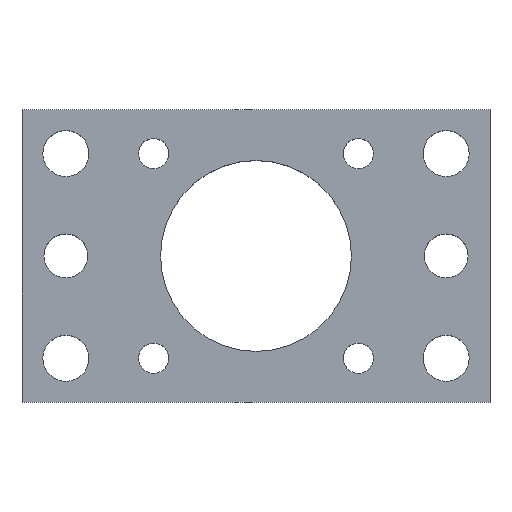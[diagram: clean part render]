
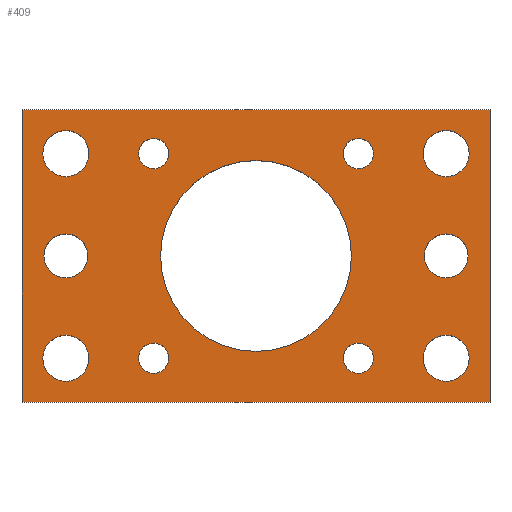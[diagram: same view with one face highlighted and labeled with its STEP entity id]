
A CAD part, top view. The second image highlights one B-rep face of the part: STEP entity #409.
In plain terms, the highlighted planar face has unit normal (0, 0, 1).
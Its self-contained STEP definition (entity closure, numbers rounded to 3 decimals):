
#26=FACE_BOUND('',#88,.T.);
#27=FACE_BOUND('',#89,.T.);
#28=FACE_BOUND('',#90,.T.);
#29=FACE_BOUND('',#91,.T.);
#30=FACE_BOUND('',#92,.T.);
#31=FACE_BOUND('',#93,.T.);
#32=FACE_BOUND('',#94,.T.);
#33=FACE_BOUND('',#95,.T.);
#34=FACE_BOUND('',#96,.T.);
#35=FACE_BOUND('',#97,.T.);
#36=FACE_BOUND('',#98,.T.);
#42=PLANE('',#472);
#59=FACE_OUTER_BOUND('',#87,.T.);
#87=EDGE_LOOP('',(#357,#358,#359,#360));
#88=EDGE_LOOP('',(#361,#362));
#89=EDGE_LOOP('',(#363,#364));
#90=EDGE_LOOP('',(#365,#366));
#91=EDGE_LOOP('',(#367,#368));
#92=EDGE_LOOP('',(#369,#370));
#93=EDGE_LOOP('',(#371,#372));
#94=EDGE_LOOP('',(#373,#374));
#95=EDGE_LOOP('',(#375,#376));
#96=EDGE_LOOP('',(#377,#378));
#97=EDGE_LOOP('',(#379,#380));
#98=EDGE_LOOP('',(#381));
#115=LINE('',#696,#138);
#117=LINE('',#700,#140);
#119=LINE('',#704,#142);
#121=LINE('',#707,#144);
#138=VECTOR('',#581,10.);
#140=VECTOR('',#585,10.);
#142=VECTOR('',#589,10.);
#144=VECTOR('',#593,10.);
#145=CIRCLE('',#425,3.);
#146=CIRCLE('',#426,3.);
#148=CIRCLE('',#429,3.);
#149=CIRCLE('',#430,3.);
#151=CIRCLE('',#433,3.15);
#152=CIRCLE('',#434,3.15);
#154=CIRCLE('',#437,3.15);
#155=CIRCLE('',#438,3.15);
#157=CIRCLE('',#441,3.15);
#158=CIRCLE('',#442,3.15);
#160=CIRCLE('',#445,3.15);
#161=CIRCLE('',#446,3.15);
#163=CIRCLE('',#449,2.067);
#164=CIRCLE('',#450,2.067);
#166=CIRCLE('',#453,2.067);
#167=CIRCLE('',#454,2.067);
#169=CIRCLE('',#457,2.067);
#170=CIRCLE('',#458,2.067);
#172=CIRCLE('',#461,2.067);
#173=CIRCLE('',#462,2.067);
#175=CIRCLE('',#465,13.05);
#177=VERTEX_POINT('',#598);
#178=VERTEX_POINT('',#599);
#180=VERTEX_POINT('',#606);
#181=VERTEX_POINT('',#607);
#183=VERTEX_POINT('',#614);
#184=VERTEX_POINT('',#615);
#186=VERTEX_POINT('',#622);
#187=VERTEX_POINT('',#623);
#189=VERTEX_POINT('',#630);
#190=VERTEX_POINT('',#631);
#192=VERTEX_POINT('',#638);
#193=VERTEX_POINT('',#639);
#195=VERTEX_POINT('',#646);
#196=VERTEX_POINT('',#647);
#198=VERTEX_POINT('',#654);
#199=VERTEX_POINT('',#655);
#201=VERTEX_POINT('',#662);
#202=VERTEX_POINT('',#663);
#204=VERTEX_POINT('',#670);
#205=VERTEX_POINT('',#671);
#207=VERTEX_POINT('',#678);
#213=VERTEX_POINT('',#693);
#214=VERTEX_POINT('',#695);
#215=VERTEX_POINT('',#699);
#216=VERTEX_POINT('',#703);
#217=EDGE_CURVE('',#177,#178,#145,.T.);
#218=EDGE_CURVE('',#178,#177,#146,.T.);
#221=EDGE_CURVE('',#180,#181,#148,.T.);
#222=EDGE_CURVE('',#181,#180,#149,.T.);
#225=EDGE_CURVE('',#183,#184,#151,.T.);
#226=EDGE_CURVE('',#184,#183,#152,.T.);
#229=EDGE_CURVE('',#186,#187,#154,.T.);
#230=EDGE_CURVE('',#187,#186,#155,.T.);
#233=EDGE_CURVE('',#189,#190,#157,.T.);
#234=EDGE_CURVE('',#190,#189,#158,.T.);
#237=EDGE_CURVE('',#192,#193,#160,.T.);
#238=EDGE_CURVE('',#193,#192,#161,.T.);
#241=EDGE_CURVE('',#195,#196,#163,.T.);
#242=EDGE_CURVE('',#196,#195,#164,.T.);
#245=EDGE_CURVE('',#198,#199,#166,.T.);
#246=EDGE_CURVE('',#199,#198,#167,.T.);
#249=EDGE_CURVE('',#201,#202,#169,.T.);
#250=EDGE_CURVE('',#202,#201,#170,.T.);
#253=EDGE_CURVE('',#204,#205,#172,.T.);
#254=EDGE_CURVE('',#205,#204,#173,.T.);
#257=EDGE_CURVE('',#207,#207,#175,.T.);
#265=EDGE_CURVE('',#214,#213,#115,.T.);
#267=EDGE_CURVE('',#215,#214,#117,.T.);
#269=EDGE_CURVE('',#216,#215,#119,.T.);
#271=EDGE_CURVE('',#213,#216,#121,.T.);
#357=ORIENTED_EDGE('',*,*,#271,.T.);
#358=ORIENTED_EDGE('',*,*,#269,.T.);
#359=ORIENTED_EDGE('',*,*,#267,.T.);
#360=ORIENTED_EDGE('',*,*,#265,.T.);
#361=ORIENTED_EDGE('',*,*,#217,.T.);
#362=ORIENTED_EDGE('',*,*,#218,.T.);
#363=ORIENTED_EDGE('',*,*,#221,.T.);
#364=ORIENTED_EDGE('',*,*,#222,.T.);
#365=ORIENTED_EDGE('',*,*,#225,.T.);
#366=ORIENTED_EDGE('',*,*,#226,.T.);
#367=ORIENTED_EDGE('',*,*,#229,.T.);
#368=ORIENTED_EDGE('',*,*,#230,.T.);
#369=ORIENTED_EDGE('',*,*,#233,.T.);
#370=ORIENTED_EDGE('',*,*,#234,.T.);
#371=ORIENTED_EDGE('',*,*,#237,.T.);
#372=ORIENTED_EDGE('',*,*,#238,.T.);
#373=ORIENTED_EDGE('',*,*,#241,.T.);
#374=ORIENTED_EDGE('',*,*,#242,.T.);
#375=ORIENTED_EDGE('',*,*,#245,.T.);
#376=ORIENTED_EDGE('',*,*,#246,.T.);
#377=ORIENTED_EDGE('',*,*,#249,.T.);
#378=ORIENTED_EDGE('',*,*,#250,.T.);
#379=ORIENTED_EDGE('',*,*,#253,.T.);
#380=ORIENTED_EDGE('',*,*,#254,.T.);
#381=ORIENTED_EDGE('',*,*,#257,.T.);
#409=ADVANCED_FACE('',(#59,#26,#27,#28,#29,#30,#31,#32,#33,#34,#35,#36),
#42,.T.);
#425=AXIS2_PLACEMENT_3D('',#600,#477,#478);
#426=AXIS2_PLACEMENT_3D('',#601,#479,#480);
#429=AXIS2_PLACEMENT_3D('',#608,#486,#487);
#430=AXIS2_PLACEMENT_3D('',#609,#488,#489);
#433=AXIS2_PLACEMENT_3D('',#616,#495,#496);
#434=AXIS2_PLACEMENT_3D('',#617,#497,#498);
#437=AXIS2_PLACEMENT_3D('',#624,#504,#505);
#438=AXIS2_PLACEMENT_3D('',#625,#506,#507);
#441=AXIS2_PLACEMENT_3D('',#632,#513,#514);
#442=AXIS2_PLACEMENT_3D('',#633,#515,#516);
#445=AXIS2_PLACEMENT_3D('',#640,#522,#523);
#446=AXIS2_PLACEMENT_3D('',#641,#524,#525);
#449=AXIS2_PLACEMENT_3D('',#648,#531,#532);
#450=AXIS2_PLACEMENT_3D('',#649,#533,#534);
#453=AXIS2_PLACEMENT_3D('',#656,#540,#541);
#454=AXIS2_PLACEMENT_3D('',#657,#542,#543);
#457=AXIS2_PLACEMENT_3D('',#664,#549,#550);
#458=AXIS2_PLACEMENT_3D('',#665,#551,#552);
#461=AXIS2_PLACEMENT_3D('',#672,#558,#559);
#462=AXIS2_PLACEMENT_3D('',#673,#560,#561);
#465=AXIS2_PLACEMENT_3D('',#679,#567,#568);
#472=AXIS2_PLACEMENT_3D('',#708,#594,#595);
#477=DIRECTION('center_axis',(0.,0.,-1.));
#478=DIRECTION('ref_axis',(1.,0.,0.));
#479=DIRECTION('center_axis',(0.,0.,-1.));
#480=DIRECTION('ref_axis',(1.,0.,0.));
#486=DIRECTION('center_axis',(0.,0.,-1.));
#487=DIRECTION('ref_axis',(1.,0.,0.));
#488=DIRECTION('center_axis',(0.,0.,-1.));
#489=DIRECTION('ref_axis',(1.,0.,0.));
#495=DIRECTION('center_axis',(0.,0.,-1.));
#496=DIRECTION('ref_axis',(1.,0.,0.));
#497=DIRECTION('center_axis',(0.,0.,-1.));
#498=DIRECTION('ref_axis',(1.,0.,0.));
#504=DIRECTION('center_axis',(0.,0.,-1.));
#505=DIRECTION('ref_axis',(1.,0.,0.));
#506=DIRECTION('center_axis',(0.,0.,-1.));
#507=DIRECTION('ref_axis',(1.,0.,0.));
#513=DIRECTION('center_axis',(0.,0.,-1.));
#514=DIRECTION('ref_axis',(1.,0.,0.));
#515=DIRECTION('center_axis',(0.,0.,-1.));
#516=DIRECTION('ref_axis',(1.,0.,0.));
#522=DIRECTION('center_axis',(0.,0.,-1.));
#523=DIRECTION('ref_axis',(1.,0.,0.));
#524=DIRECTION('center_axis',(0.,0.,-1.));
#525=DIRECTION('ref_axis',(1.,0.,0.));
#531=DIRECTION('center_axis',(0.,0.,-1.));
#532=DIRECTION('ref_axis',(1.,0.,0.));
#533=DIRECTION('center_axis',(0.,0.,-1.));
#534=DIRECTION('ref_axis',(1.,0.,0.));
#540=DIRECTION('center_axis',(0.,0.,-1.));
#541=DIRECTION('ref_axis',(1.,0.,0.));
#542=DIRECTION('center_axis',(0.,0.,-1.));
#543=DIRECTION('ref_axis',(1.,0.,0.));
#549=DIRECTION('center_axis',(0.,0.,-1.));
#550=DIRECTION('ref_axis',(1.,0.,0.));
#551=DIRECTION('center_axis',(0.,0.,-1.));
#552=DIRECTION('ref_axis',(1.,0.,0.));
#558=DIRECTION('center_axis',(0.,0.,-1.));
#559=DIRECTION('ref_axis',(1.,0.,0.));
#560=DIRECTION('center_axis',(0.,0.,-1.));
#561=DIRECTION('ref_axis',(1.,0.,0.));
#567=DIRECTION('center_axis',(0.,0.,-1.));
#568=DIRECTION('ref_axis',(-1.,0.,0.));
#581=DIRECTION('',(0.,1.,0.));
#585=DIRECTION('',(1.,0.,0.));
#589=DIRECTION('',(0.,-1.,0.));
#593=DIRECTION('',(-1.,0.,0.));
#594=DIRECTION('center_axis',(0.,0.,1.));
#595=DIRECTION('ref_axis',(1.,0.,0.));
#598=CARTESIAN_POINT('',(-23.,0.,5.));
#599=CARTESIAN_POINT('',(-29.,0.,5.));
#600=CARTESIAN_POINT('Origin',(-26.,0.,5.));
#601=CARTESIAN_POINT('Origin',(-26.,0.,5.));
#606=CARTESIAN_POINT('',(29.,0.,5.));
#607=CARTESIAN_POINT('',(23.,0.,5.));
#608=CARTESIAN_POINT('Origin',(26.,0.,5.));
#609=CARTESIAN_POINT('Origin',(26.,0.,5.));
#614=CARTESIAN_POINT('',(29.15,-14.,5.));
#615=CARTESIAN_POINT('',(22.85,-14.,5.));
#616=CARTESIAN_POINT('Origin',(26.,-14.,5.));
#617=CARTESIAN_POINT('Origin',(26.,-14.,5.));
#622=CARTESIAN_POINT('',(-22.85,14.,5.));
#623=CARTESIAN_POINT('',(-29.15,14.,5.));
#624=CARTESIAN_POINT('Origin',(-26.,14.,5.));
#625=CARTESIAN_POINT('Origin',(-26.,14.,5.));
#630=CARTESIAN_POINT('',(29.15,14.,5.));
#631=CARTESIAN_POINT('',(22.85,14.,5.));
#632=CARTESIAN_POINT('Origin',(26.,14.,5.));
#633=CARTESIAN_POINT('Origin',(26.,14.,5.));
#638=CARTESIAN_POINT('',(-22.85,-14.,5.));
#639=CARTESIAN_POINT('',(-29.15,-14.,5.));
#640=CARTESIAN_POINT('Origin',(-26.,-14.,5.));
#641=CARTESIAN_POINT('Origin',(-26.,-14.,5.));
#646=CARTESIAN_POINT('',(16.067,-14.,5.));
#647=CARTESIAN_POINT('',(11.933,-14.,5.));
#648=CARTESIAN_POINT('Origin',(14.,-14.,5.));
#649=CARTESIAN_POINT('Origin',(14.,-14.,5.));
#654=CARTESIAN_POINT('',(-11.933,14.,5.));
#655=CARTESIAN_POINT('',(-16.067,14.,5.));
#656=CARTESIAN_POINT('Origin',(-14.,14.,5.));
#657=CARTESIAN_POINT('Origin',(-14.,14.,5.));
#662=CARTESIAN_POINT('',(16.067,14.,5.));
#663=CARTESIAN_POINT('',(11.933,14.,5.));
#664=CARTESIAN_POINT('Origin',(14.,14.,5.));
#665=CARTESIAN_POINT('Origin',(14.,14.,5.));
#670=CARTESIAN_POINT('',(-11.933,-14.,5.));
#671=CARTESIAN_POINT('',(-16.067,-14.,5.));
#672=CARTESIAN_POINT('Origin',(-14.,-14.,5.));
#673=CARTESIAN_POINT('Origin',(-14.,-14.,5.));
#678=CARTESIAN_POINT('',(13.05,0.,5.));
#679=CARTESIAN_POINT('Origin',(0.,0.,5.));
#693=CARTESIAN_POINT('',(32.,20.,5.));
#695=CARTESIAN_POINT('',(32.,-20.,5.));
#696=CARTESIAN_POINT('',(32.,20.,5.));
#699=CARTESIAN_POINT('',(-32.,-20.,5.));
#700=CARTESIAN_POINT('',(32.,-20.,5.));
#703=CARTESIAN_POINT('',(-32.,20.,5.));
#704=CARTESIAN_POINT('',(-32.,-20.,5.));
#707=CARTESIAN_POINT('',(-32.,20.,5.));
#708=CARTESIAN_POINT('Origin',(0.,0.,
5.));
